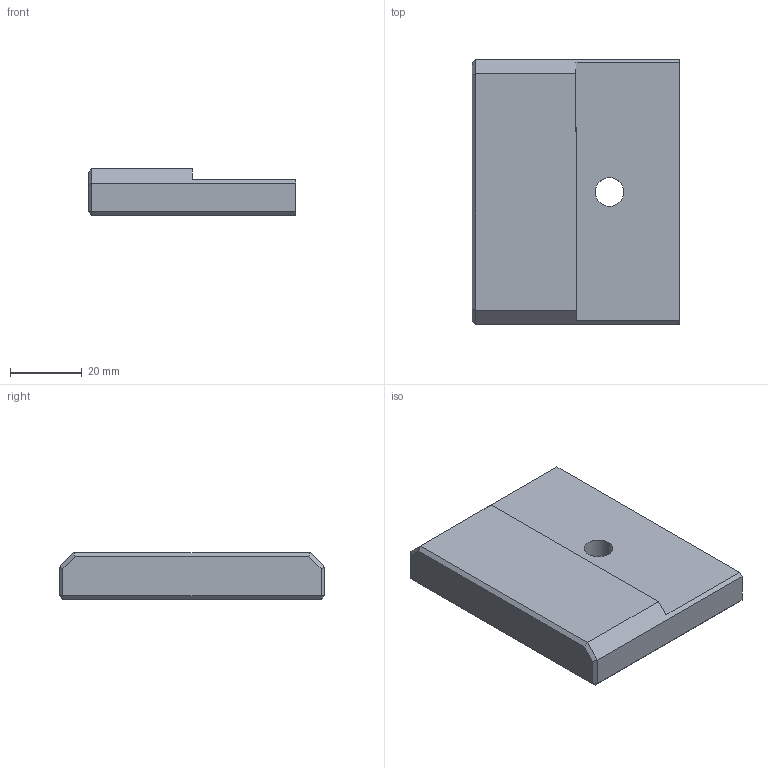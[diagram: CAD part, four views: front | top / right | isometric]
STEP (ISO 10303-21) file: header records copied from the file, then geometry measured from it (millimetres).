
FILE_DESCRIPTION(('STEP AP242'),'1');
FILE_NAME('PATTE 2.stp','2024-07-22T06:56:33',(' '),(' '),'Spatial InterOp 3D',' ',' ');
FILE_SCHEMA(('AP242_MANAGED_MODEL_BASED_3D_ENGINEERING_MIM_LF {1 0 10303 442 1 1 4}'));
Length unit declared in the file: metre
Products named in the file (1): PATTE 2
Bounding box: 58 x 74 x 13 mm (x, y, z)
Volume: 48221.6 mm3; surface area: 11621.3 mm2
Topology: 1 solids, 1 shells, 21 faces, 47 edges, 28 vertices
Faces by surface type: plane 20, cylinder 1
Full cylindrical faces by diameter (mm): 8 x1
Entity records: 772 total; most frequent: CARTESIAN_POINT 96, DIRECTION 92, ORIENTED_EDGE 92, EDGE_CURVE 46, LINE 44, VECTOR 44, VERTEX_POINT 28, AXIS2_PLACEMENT_3D 24
